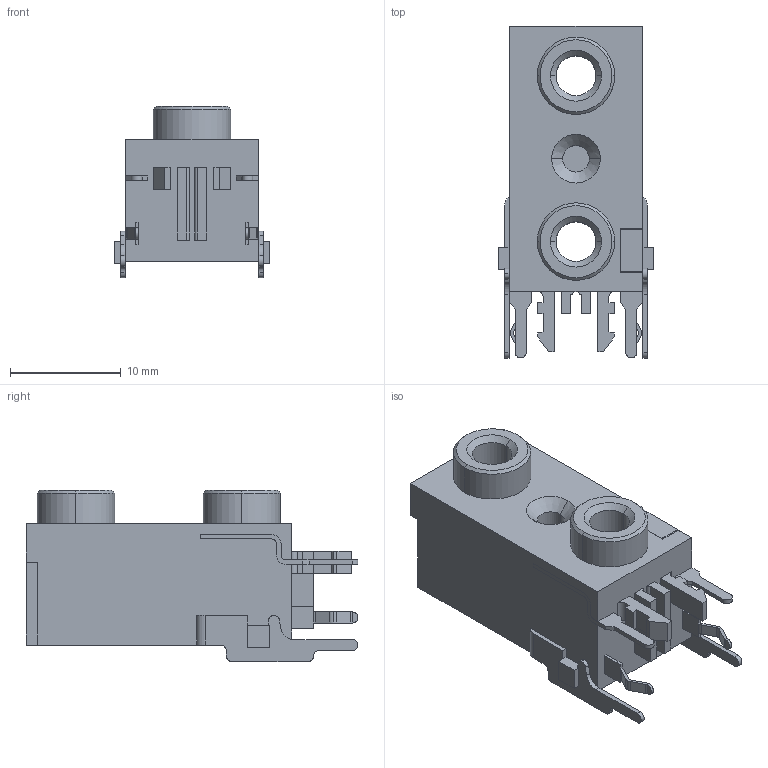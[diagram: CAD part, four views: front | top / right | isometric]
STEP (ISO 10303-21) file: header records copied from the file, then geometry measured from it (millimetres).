
FILE_DESCRIPTION (( 'STEP AP214' ), '1' );
FILE_NAME ('STX-4235-3_3_N_rA4.STEP', '2013-06-28T15:49:48', ( '' ), ( '' ), 'SwSTEP 2.0', 'SolidWorks 2012', '' );
FILE_SCHEMA (( 'AUTOMOTIVE_DESIGN' ));
Length unit declared in the file: millimetre
Products named in the file (1): STX-4235-3_3_N_rA4
Bounding box: 14 x 30 x 15.5 mm (x, y, z)
Volume: 3087.8 mm3; surface area: 2190.1 mm2
Topology: 1 solids, 1 shells, 234 faces, 647 edges, 420 vertices
Faces by surface type: plane 157, cylinder 67, cone 10
Entity records: 8471 total; most frequent: CARTESIAN_POINT 1302, ORIENTED_EDGE 1294, DIRECTION 1267, EDGE_CURVE 647, LINE 497, VECTOR 497, VERTEX_POINT 420, AXIS2_PLACEMENT_3D 385
